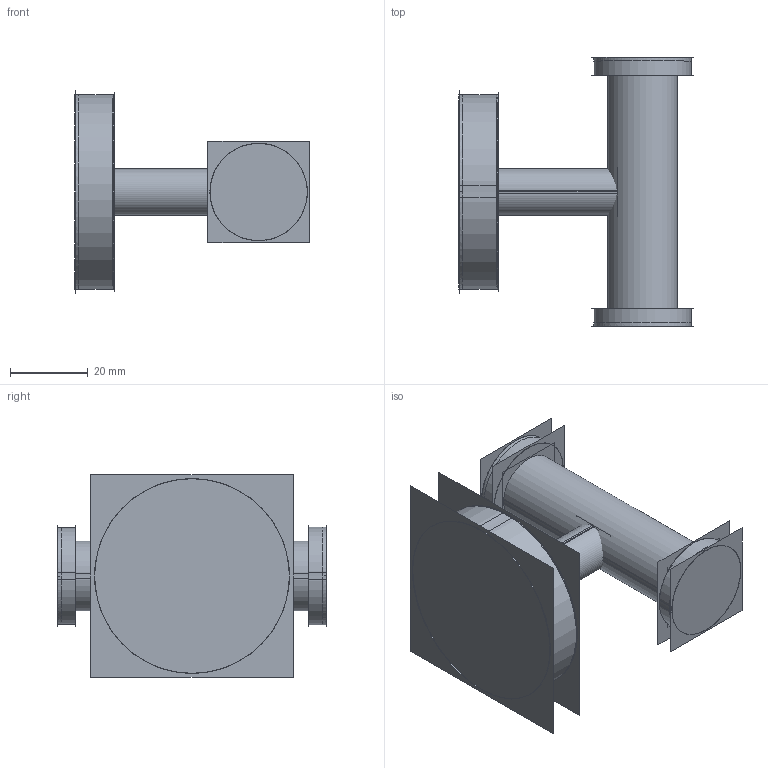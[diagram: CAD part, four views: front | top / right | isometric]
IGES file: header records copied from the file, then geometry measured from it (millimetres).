
Start section:  PTC IGES file: 7005002_asm.igs
Global section: file name: 7005002_asm.igs; native system: Creo Parametric by PTC Inc.; preprocessor: 2018020; author: 25393; organization: Unknown; date: 20191205.233245; units: millimetre
Bounding box: 60.19 x 69.18 x 52 mm (x, y, z)
Surface area: 24642.9 mm2 (no closed solid volume)
Topology: 0 solids, 0 shells, 44 faces, 418 edges, 544 vertices
Faces by surface type: revolution 24, bspline 20
